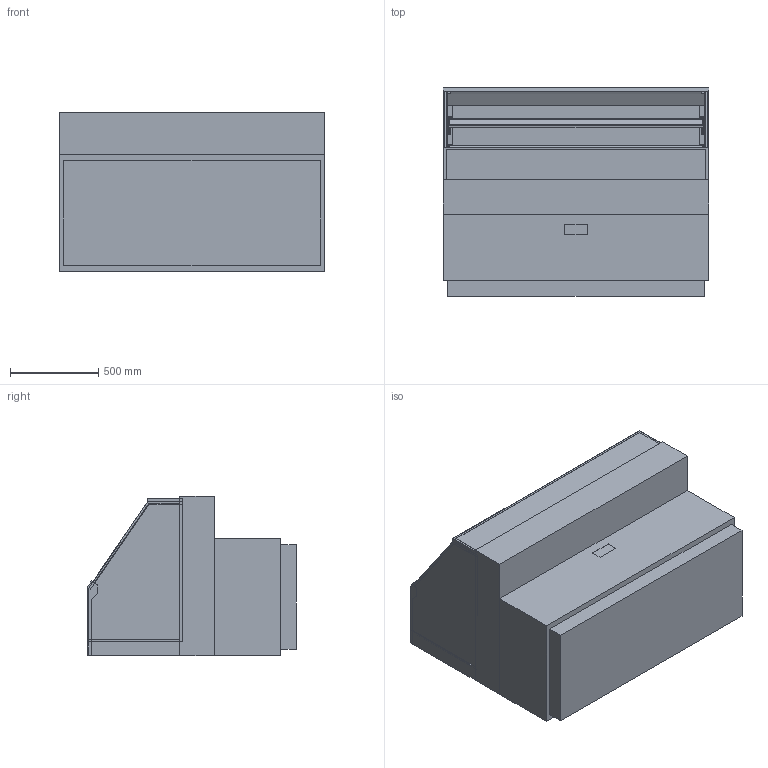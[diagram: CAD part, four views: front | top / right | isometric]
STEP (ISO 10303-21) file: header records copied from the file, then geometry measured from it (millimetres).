
FILE_DESCRIPTION(/* description */ ('Standkühlvitrine: zentralgekühlt'),/* implementation_level */ '2;1');
FILE_NAME(/* name */ '3D-AKE-00007233.stp',/* time_stamp */ '2022-04-22T10:44:51+02:00',/* author */ ('markus.syen'),/* organization */ (''),/* preprocessor_version */ 'ST-DEVELOPER v18',/* originating_system */ 'Autodesk Inventor 2020',/* authorisation */ '');
FILE_SCHEMA (('AUTOMOTIVE_DESIGN { 1 0 10303 214 3 1 1 }'));
Length unit declared in the file: millimetre
Products named in the file (1): 3D-AKE-00007233
Bounding box: 1502 x 1178 x 901 mm (x, y, z)
Volume: 695855453.9 mm3; surface area: 23111570 mm2
Topology: 41 solids, 41 shells, 917 faces, 2830 edges, 1876 vertices
Faces by surface type: plane 745, cylinder 172
Entity records: 31707 total; most frequent: ORIENTED_EDGE 5660, CARTESIAN_POINT 5624, DIRECTION 5270, EDGE_CURVE 2830, LINE 2226, VECTOR 2226, VERTEX_POINT 1876, AXIS2_PLACEMENT_3D 1522
